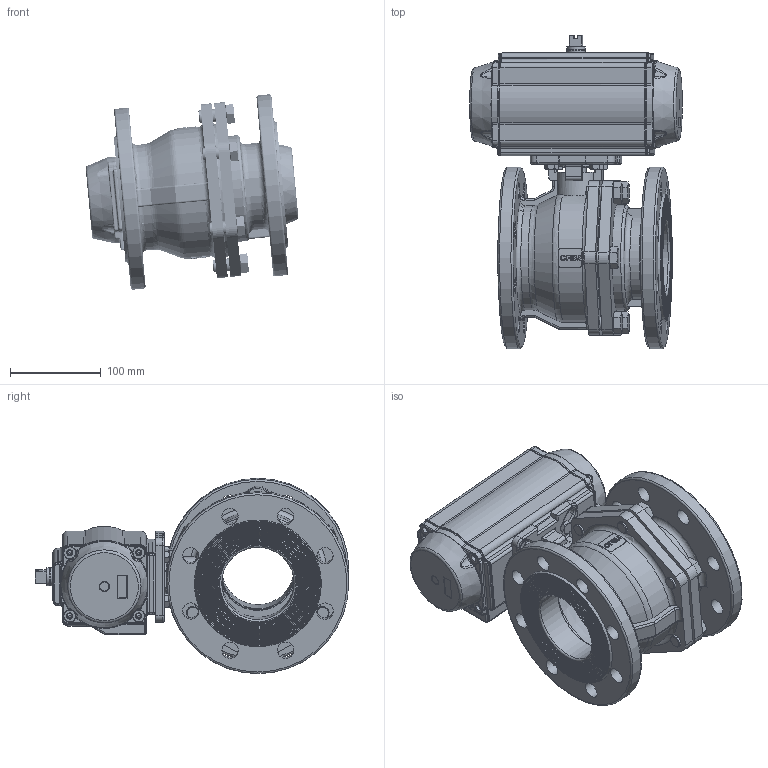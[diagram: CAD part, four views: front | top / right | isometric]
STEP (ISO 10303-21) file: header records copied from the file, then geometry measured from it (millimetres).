
FILE_DESCRIPTION(/* description */ ('Unknown'),/* implementation_level */ '2;1');
FILE_NAME(/* name */ 'PD05 0920-11',/* time_stamp */ '2024-09-24T13:45:28+02:00',/* author */ ('Unknown'),/* organization */ ('Unknown'),/* preprocessor_version */ 'ST-DEVELOPER v19.4',/* originating_system */ 'Solid Edge',/* authorisation */ 'Unknown');
FILE_SCHEMA (('AUTOMOTIVE_DESIGN {1 0 10303 214 3 1 1}'));
Products named in the file (17): PD05 0920-11; 920-11; MV-24D DN80 BODY; MV-24D DN80 STEM PACKING 1; M14-30_GB_FASTENER_BOLT_HHBFTC M14X30-N; MV-24D DN80 STEM; MV-24D DN80 Bellevlle Washer; MV-24D DN80 NUT STOPPER; MV-24D DN80 NUT M22; MV-24D DN80 CAP; DIN 933 M8x25 A2-70 BLK_EDST; PD05_PE04; VTE85____; huosai85; zhou85; vt85-2016-06-25  _______MIR; vt85-2016-06-25
Assembly tree (26 placements, depth 3):
  PD05 0920-11
    920-11
      MV-24D DN80 BODY
      MV-24D DN80 STEM PACKING 1
      M14-30_GB_FASTENER_BOLT_HHBFTC M14X30-N  x6
      MV-24D DN80 STEM
      MV-24D DN80 Bellevlle Washer  x2
      MV-24D DN80 NUT STOPPER
      MV-24D DN80 NUT M22
      MV-24D DN80 CAP
    DIN 933 M8x25 A2-70 BLK_EDST  x4
    PD05_PE04
      VTE85____
      huosai85  x2
      zhou85
      vt85-2016-06-25  _______MIR
      vt85-2016-06-25
Bounding box: 234.03 x 345 x 215.06 mm (x, y, z)
Volume: 2918776.6 mm3; surface area: 678891.5 mm2
Topology: 24 solids, 24 shells, 3390 faces, 8318 edges, 5169 vertices
Faces by surface type: plane 1031, cylinder 742, bspline 692, torus 505, cone 416, sphere 4
Full cylindrical faces by diameter (mm): 4 x2, 4.134 x8, 4.917 x13, 5 x2, 6.647 x6, 8 x4, 11.445 x2, 12 x2, 12.2 x6, 13 x14, 14 x6, 15.5 x6, 16.2 x1, 16.5 x1, 18 x16, 18.3 x1, 18.7 x1, 20 x8, 22 x2, 22.1 x1, 22.2 x1, 23 x14, 26 x1, 27 x1, 27.6 x1, 28 x2, 29 x1, 31.5 x1, 32.2 x1, 32.4 x1
Entity records: 129153 total; most frequent: CARTESIAN_POINT 69220, ORIENTED_EDGE 12780, DIRECTION 10990, EDGE_CURVE 6390, AXIS2_PLACEMENT_3D 4421, VERTEX_POINT 4215, FACE_BOUND 3517, EDGE_LOOP 3505
